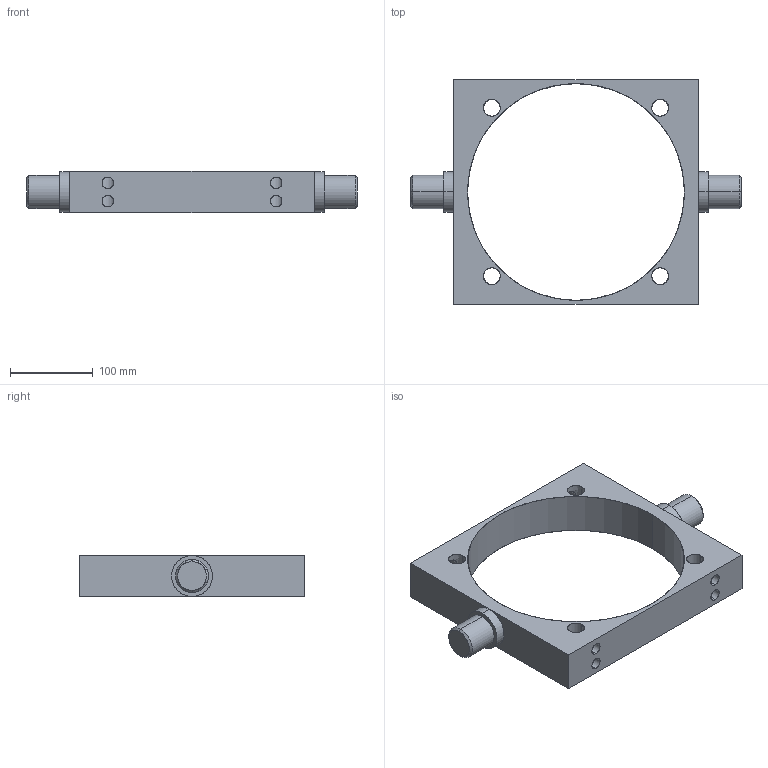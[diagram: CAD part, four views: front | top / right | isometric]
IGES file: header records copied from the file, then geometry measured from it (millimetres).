
Start section: SolidWorks IGES file using analytic representation for surfaces
Global section: file name: PNS-250-(ADJUSTABLE)-CTM-OEB.IGS; native system: SolidWorks 2010; preprocessor: SolidWorks 2010; author: Yeni; date: 130723.112339; units: millimetre
Bounding box: 400 x 272 x 50 mm (x, y, z)
Surface area: 180940.9 mm2 (no closed solid volume)
Topology: 0 solids, 0 shells, 48 faces, 1984 edges, 1984 vertices
Faces by surface type: revolution 38, bspline 10
